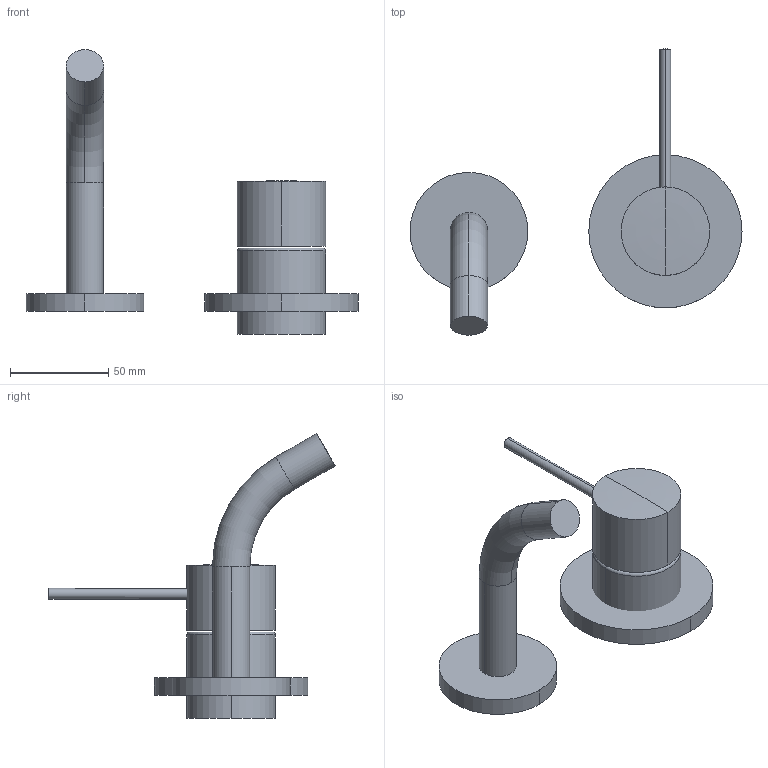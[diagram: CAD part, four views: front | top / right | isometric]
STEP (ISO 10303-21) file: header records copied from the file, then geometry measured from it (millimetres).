
FILE_DESCRIPTION (( 'STEP AP214' ), '1' );
FILE_NAME ('36812662.STEP', '2022-05-20T09:15:18', ( '' ), ( '' ), 'SwSTEP 2.0', 'SolidWorks 2020', '' );
FILE_SCHEMA (( 'AUTOMOTIVE_DESIGN' ));
Length unit declared in the file: millimetre
Products named in the file (8): Planungsmodell_Hebel-+-09.20.66.020.90-1; Planungsmodell_Hebel-+-04.20.66.020.00-1; Planungsmodell_Rosette-+-09.27.66.002.90-1; Planungsmodell_Griff-+-09.20.66.023.90-1; 36812662; Planungsmodell_Rosette-+-09.28.62.011.90-1; Planungsmodell_Rohr-+-09.28.22.323.90-1; Planungsmodell_Haube-+-09.11.02.333.90-1
Assembly tree (7 placements, depth 3):
  36812662
    Planungsmodell_Haube-+-09.11.02.333.90-1
    Planungsmodell_Rosette-+-09.28.62.011.90-1
    Planungsmodell_Hebel-+-04.20.66.020.00-1
      Planungsmodell_Hebel-+-09.20.66.020.90-1
      Planungsmodell_Griff-+-09.20.66.023.90-1
    Planungsmodell_Rosette-+-09.27.66.002.90-1
    Planungsmodell_Rohr-+-09.28.22.323.90-1
Bounding box: 169 x 145.8 x 145.05 mm (x, y, z)
Volume: 210262.6 mm3; surface area: 48997.3 mm2
Topology: 6 solids, 6 shells, 45 faces, 84 edges, 50 vertices
Faces by surface type: cylinder 18, plane 13, torus 8, cone 6
Entity records: 1444 total; most frequent: DIRECTION 248, CARTESIAN_POINT 186, ORIENTED_EDGE 160, AXIS2_PLACEMENT_3D 112, EDGE_CURVE 80, CIRCLE 56, VERTEX_POINT 50, EDGE_LOOP 48
